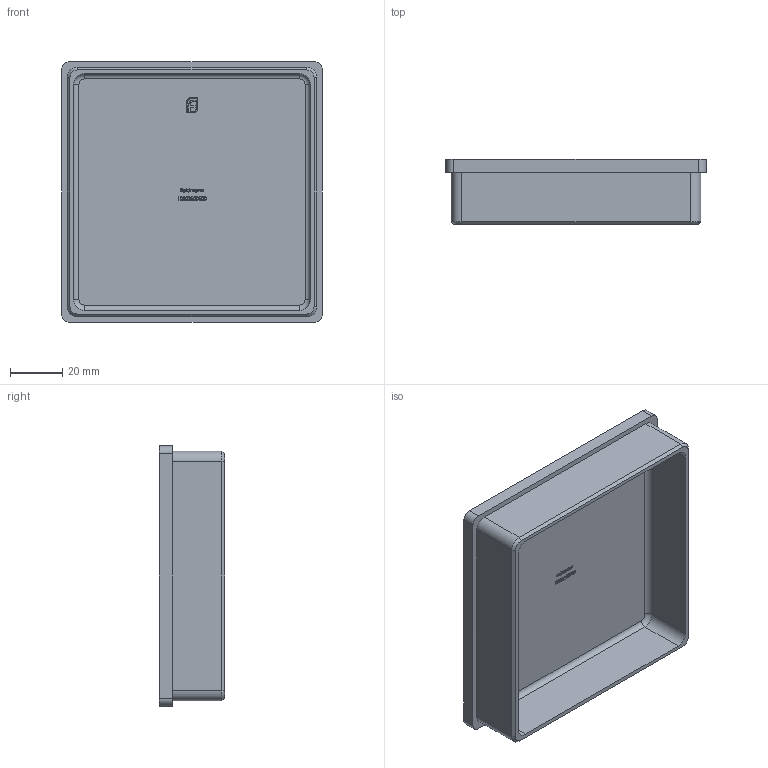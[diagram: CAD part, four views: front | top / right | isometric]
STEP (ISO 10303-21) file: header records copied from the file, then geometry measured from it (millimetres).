
FILE_DESCRIPTION (( 'STEP AP203' ), '1' );
FILE_NAME ('10003100100.STEP', '2021-02-03T08:58:25', ( '' ), ( '' ), 'SwSTEP 2.0', 'SolidWorks 2018', '' );
FILE_SCHEMA (( 'CONFIG_CONTROL_DESIGN' ));
Length unit declared in the file: millimetre
Products named in the file (2): 10003100100
Bounding box: 100 x 25 x 100 mm (x, y, z)
Volume: 68735.8 mm3; surface area: 36098.6 mm2
Topology: 1 solids, 1 shells, 314 faces, 824 edges, 544 vertices
Faces by surface type: plane 145, bspline 145, cylinder 16, cone 4, torus 4
Entity records: 18149 total; most frequent: CARTESIAN_POINT 11213, ORIENTED_EDGE 1648, DIRECTION 916, EDGE_CURVE 824, VERTEX_POINT 544, VECTOR 494, LINE 494, EDGE_LOOP 346
